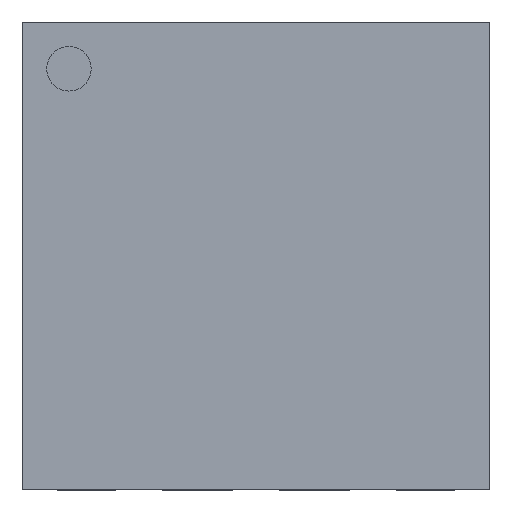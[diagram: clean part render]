
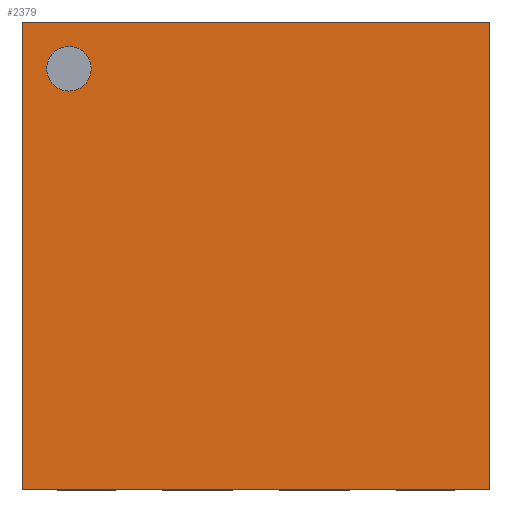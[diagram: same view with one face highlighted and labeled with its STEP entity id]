
A CAD part, top view. The second image highlights one B-rep face of the part: STEP entity #2379.
In plain terms, the highlighted face is planar.
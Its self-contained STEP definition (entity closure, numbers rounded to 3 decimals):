
#19=FACE_BOUND('',#337,.T.);
#53=CIRCLE('',#2538,0.095);
#204=FACE_OUTER_BOUND('',#336,.T.);
#336=EDGE_LOOP('',(#1992,#1993,#1994,#1995));
#337=EDGE_LOOP('',(#1996));
#581=LINE('',#3739,#878);
#630=LINE('',#3849,#927);
#633=LINE('',#3856,#930);
#634=LINE('',#3857,#931);
#878=VECTOR('',#3044,2.);
#927=VECTOR('',#3129,2.);
#930=VECTOR('',#3138,2.);
#931=VECTOR('',#3139,2.);
#1070=VERTEX_POINT('',#3582);
#1138=VERTEX_POINT('',#3736);
#1139=VERTEX_POINT('',#3738);
#1182=VERTEX_POINT('',#3847);
#1183=VERTEX_POINT('',#3855);
#1340=EDGE_CURVE('',#1070,#1070,#53,.T.);
#1416=EDGE_CURVE('',#1139,#1138,#581,.T.);
#1472=EDGE_CURVE('',#1138,#1182,#630,.T.);
#1475=EDGE_CURVE('',#1182,#1183,#633,.T.);
#1476=EDGE_CURVE('',#1183,#1139,#634,.T.);
#1992=ORIENTED_EDGE('',*,*,#1472,.T.);
#1993=ORIENTED_EDGE('',*,*,#1475,.T.);
#1994=ORIENTED_EDGE('',*,*,#1476,.T.);
#1995=ORIENTED_EDGE('',*,*,#1416,.T.);
#1996=ORIENTED_EDGE('',*,*,#1340,.T.);
#2254=PLANE('',#2578);
#2379=ADVANCED_FACE('',(#204,#19),#2254,.T.);
#2538=AXIS2_PLACEMENT_3D('',#3583,#2937,#2938);
#2578=AXIS2_PLACEMENT_3D('',#3854,#3136,#3137);
#2937=DIRECTION('center_axis',(0.,-1.,0.));
#2938=DIRECTION('ref_axis',(-1.,0.,0.));
#3044=DIRECTION('',(0.,0.,1.));
#3129=DIRECTION('',(1.,0.,0.));
#3136=DIRECTION('center_axis',(0.,1.,0.));
#3137=DIRECTION('ref_axis',(1.,0.,0.));
#3138=DIRECTION('',(0.,0.,-1.));
#3139=DIRECTION('',(-1.,0.,0.));
#3582=CARTESIAN_POINT('',(-0.705,0.975,-0.8));
#3583=CARTESIAN_POINT('Origin',(-0.8,0.975,-0.8));
#3736=CARTESIAN_POINT('',(-1.,0.975,1.));
#3738=CARTESIAN_POINT('',(-1.,0.975,-1.));
#3739=CARTESIAN_POINT('',(-1.,0.975,-1.));
#3847=CARTESIAN_POINT('',(1.,0.975,1.));
#3849=CARTESIAN_POINT('',(-1.,0.975,1.));
#3854=CARTESIAN_POINT('Origin',(0.,0.975,0.));
#3855=CARTESIAN_POINT('',(1.,0.975,-1.));
#3856=CARTESIAN_POINT('',(1.,0.975,1.));
#3857=CARTESIAN_POINT('',(1.,0.975,-1.));
